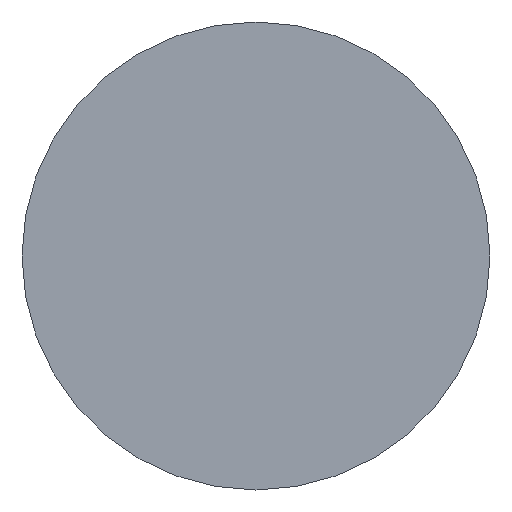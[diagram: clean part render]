
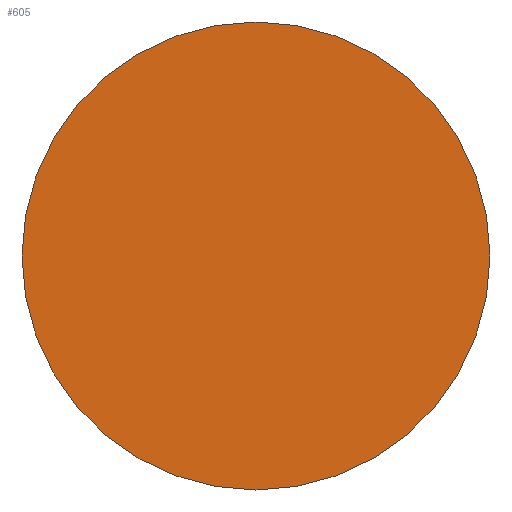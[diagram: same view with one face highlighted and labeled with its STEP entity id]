
A CAD part, front view. The second image highlights one B-rep face of the part: STEP entity #605.
In plain terms, the highlighted planar face has unit normal (0, -1, 0).
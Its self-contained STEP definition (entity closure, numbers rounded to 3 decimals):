
#23=PLANE('',#665);
#180=FACE_OUTER_BOUND('',#228,.T.);
#228=EDGE_LOOP('',(#575));
#234=CIRCLE('',#627,46.25);
#260=VERTEX_POINT('',#1066);
#327=EDGE_CURVE('',#260,#260,#234,.T.);
#575=ORIENTED_EDGE('',*,*,#327,.T.);
#605=ADVANCED_FACE('',(#180),#23,.F.);
#627=AXIS2_PLACEMENT_3D('',#1067,#682,#683);
#665=AXIS2_PLACEMENT_3D('',#1800,#779,#780);
#682=DIRECTION('center_axis',(0.,-1.,0.));
#683=DIRECTION('ref_axis',(1.,0.,0.));
#779=DIRECTION('center_axis',(0.,1.,0.));
#780=DIRECTION('ref_axis',(1.,0.,0.));
#1066=CARTESIAN_POINT('',(-46.25,-2.5,0.));
#1067=CARTESIAN_POINT('Origin',(0.,-2.5,0.));
#1800=CARTESIAN_POINT('Origin',(0.,-2.5,0.));
